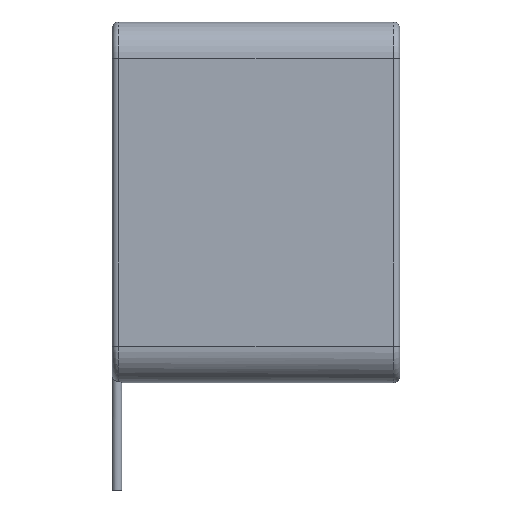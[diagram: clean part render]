
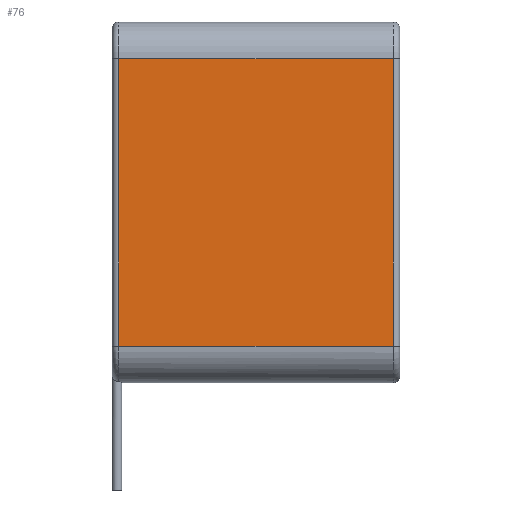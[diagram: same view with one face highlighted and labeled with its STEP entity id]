
A CAD part, front view. The second image highlights one B-rep face of the part: STEP entity #76.
In plain terms, the highlighted planar face has unit normal (0, -1, 0).
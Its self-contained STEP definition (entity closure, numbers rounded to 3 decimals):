
#17 = VECTOR ( 'NONE', #513, 1000. ) ;
#25 = ORIENTED_EDGE ( 'NONE', *, *, #34, .T. ) ;
#34 = EDGE_CURVE ( 'NONE', #274, #540, #846, .T. ) ;
#47 = CARTESIAN_POINT ( 'NONE',  ( 43.25, -11.5, -45.25 ) ) ;
#76 = ADVANCED_FACE ( 'NONE', ( #328 ), #689, .T. ) ;
#123 = DIRECTION ( 'NONE',  ( -1., 0., 0. ) ) ;
#129 = LINE ( 'NONE', #854, #687 ) ;
#131 = EDGE_CURVE ( 'NONE', #843, #274, #908, .T. ) ;
#172 = ORIENTED_EDGE ( 'NONE', *, *, #400, .T. ) ;
#173 = CARTESIAN_POINT ( 'NONE',  ( -43.25, -11.5, -45.25 ) ) ;
#183 = EDGE_CURVE ( 'NONE', #540, #420, #195, .T. ) ;
#195 = LINE ( 'NONE', #967, #17 ) ;
#274 = VERTEX_POINT ( 'NONE', #346 ) ;
#328 = FACE_OUTER_BOUND ( 'NONE', #965, .T. ) ;
#346 = CARTESIAN_POINT ( 'NONE',  ( -43.25, -11.5, 45.25 ) ) ;
#360 = DIRECTION ( 'NONE',  ( 0., 0., -1. ) ) ;
#400 = EDGE_CURVE ( 'NONE', #420, #843, #129, .T. ) ;
#420 = VERTEX_POINT ( 'NONE', #47 ) ;
#477 = CARTESIAN_POINT ( 'NONE',  ( 0., -11.5, 45.25 ) ) ;
#513 = DIRECTION ( 'NONE',  ( 1., 0., 0. ) ) ;
#530 = ORIENTED_EDGE ( 'NONE', *, *, #131, .T. ) ;
#540 = VERTEX_POINT ( 'NONE', #173 ) ;
#591 = ORIENTED_EDGE ( 'NONE', *, *, #183, .T. ) ;
#605 = DIRECTION ( 'NONE',  ( 0., -1., 0. ) ) ;
#625 = CARTESIAN_POINT ( 'NONE',  ( 43.25, -11.5, 45.25 ) ) ;
#687 = VECTOR ( 'NONE', #948, 1000. ) ;
#689 = PLANE ( 'NONE',  #1085 ) ;
#764 = DIRECTION ( 'NONE',  ( 0., 0., -1. ) ) ;
#843 = VERTEX_POINT ( 'NONE', #625 ) ;
#846 = LINE ( 'NONE', #1061, #1185 ) ;
#854 = CARTESIAN_POINT ( 'NONE',  ( 43.25, -11.5, 45.25 ) ) ;
#908 = LINE ( 'NONE', #477, #1163 ) ;
#948 = DIRECTION ( 'NONE',  ( 0., 0., 1. ) ) ;
#965 = EDGE_LOOP ( 'NONE', ( #25, #591, #172, #530 ) ) ;
#967 = CARTESIAN_POINT ( 'NONE',  ( 0., -11.5, -45.25 ) ) ;
#1061 = CARTESIAN_POINT ( 'NONE',  ( -43.25, -11.5, 45.25 ) ) ;
#1078 = CARTESIAN_POINT ( 'NONE',  ( 0., -11.5, 45.25 ) ) ;
#1085 = AXIS2_PLACEMENT_3D ( 'NONE', #1078, #605, #360 ) ;
#1163 = VECTOR ( 'NONE', #123, 1000. ) ;
#1185 = VECTOR ( 'NONE', #764, 1000. ) ;
